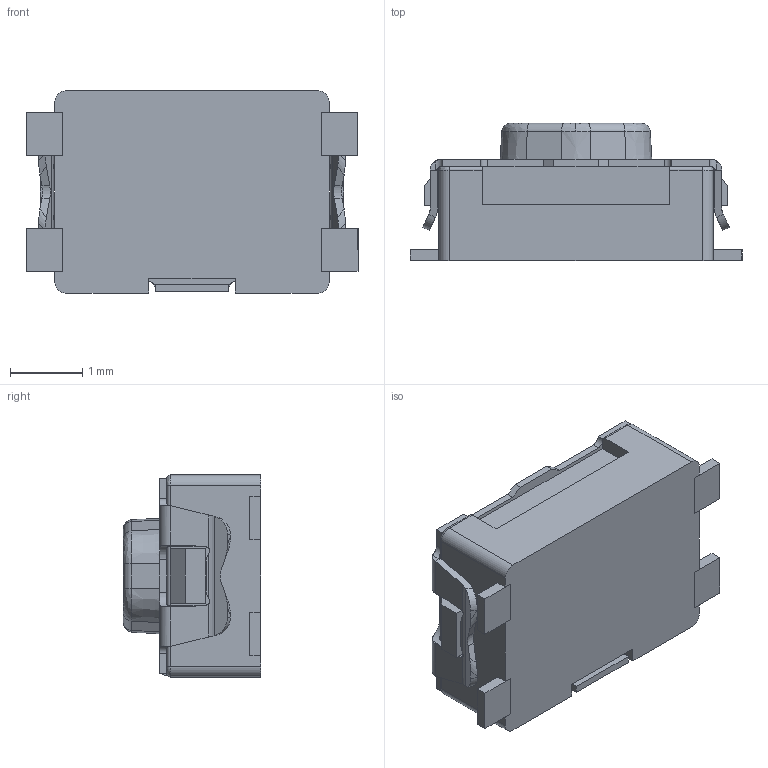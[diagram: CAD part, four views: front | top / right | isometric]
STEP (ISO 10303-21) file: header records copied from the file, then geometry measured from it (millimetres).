
FILE_DESCRIPTION (( 'STEP AP214' ), '1' );
FILE_NAME ('KMR231GLFS.STEP', '2025-04-03T00:11:52', ( '' ), ( '' ), 'SwSTEP 2.0', 'SolidWorks 2021', '' );
FILE_SCHEMA (( 'AUTOMOTIVE_DESIGN' ));
Length unit declared in the file: millimetre
Products named in the file (1): KMR231GLFS
Bounding box: 4.6 x 1.9 x 2.8 mm (x, y, z)
Volume: 16.1 mm3; surface area: 70.7 mm2
Topology: 8 solids, 8 shells, 235 faces, 642 edges, 420 vertices
Faces by surface type: plane 149, cylinder 68, bspline 11, cone 7
Entity records: 7876 total; most frequent: CARTESIAN_POINT 1994, ORIENTED_EDGE 1284, DIRECTION 1115, EDGE_CURVE 642, LINE 433, VECTOR 433, VERTEX_POINT 420, AXIS2_PLACEMENT_3D 341
